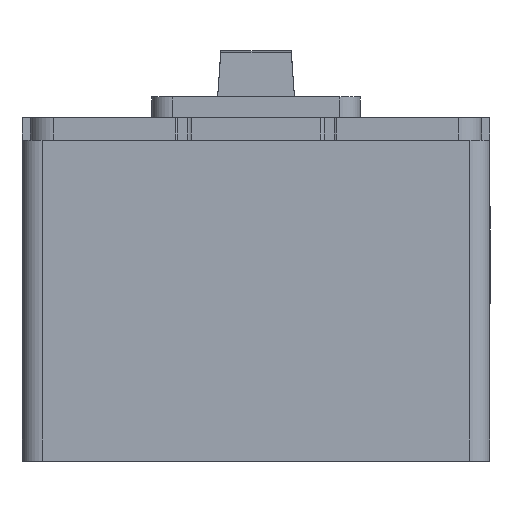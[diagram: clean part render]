
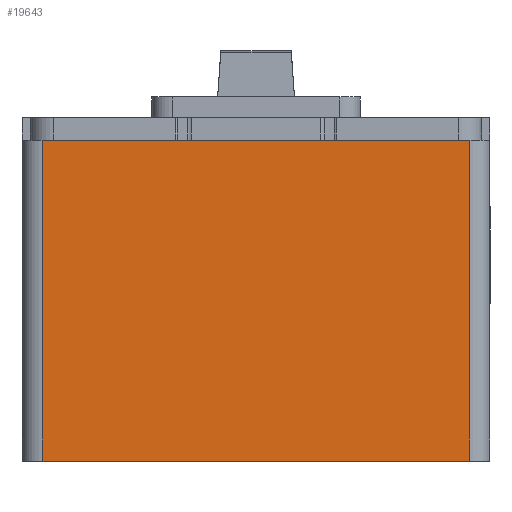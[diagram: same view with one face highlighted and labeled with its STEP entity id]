
A CAD part, front view. The second image highlights one B-rep face of the part: STEP entity #19643.
In plain terms, the highlighted planar face has unit normal (0, -1, 0).
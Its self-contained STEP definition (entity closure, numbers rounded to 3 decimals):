
#2018 = DIRECTION ( 'NONE',  ( 0., 1., 0. ) ) ;
#3337 = EDGE_CURVE ( 'NONE', #35748, #29011, #31345, .T. ) ;
#3819 = DIRECTION ( 'NONE',  ( -1., 0., 0. ) ) ;
#6726 = PLANE ( 'NONE',  #62748 ) ;
#8073 = EDGE_CURVE ( 'NONE', #51946, #23182, #16114, .T. ) ;
#10816 = FACE_OUTER_BOUND ( 'NONE', #17700, .T. ) ;
#13565 = ORIENTED_EDGE ( 'NONE', *, *, #33240, .F. ) ;
#16114 = LINE ( 'NONE', #62152, #53367 ) ;
#16361 = CARTESIAN_POINT ( 'NONE',  ( 63.705, -158.072, 33. ) ) ;
#17700 = EDGE_LOOP ( 'NONE', ( #54291, #13565, #36323, #38135 ) ) ;
#19643 = ADVANCED_FACE ( 'NONE', ( #10816 ), #6726, .F. ) ;
#23182 = VERTEX_POINT ( 'NONE', #58796 ) ;
#24847 = CARTESIAN_POINT ( 'NONE',  ( -63.725, -158.072, 33. ) ) ;
#24889 = LINE ( 'NONE', #25925, #34777 ) ;
#25925 = CARTESIAN_POINT ( 'NONE',  ( -63.725, -158.072, 33. ) ) ;
#28514 = LINE ( 'NONE', #51825, #35364 ) ;
#29011 = VERTEX_POINT ( 'NONE', #24847 ) ;
#31163 = CARTESIAN_POINT ( 'NONE',  ( 63.705, -158.072, 33. ) ) ;
#31345 = LINE ( 'NONE', #16361, #44284 ) ;
#33240 = EDGE_CURVE ( 'NONE', #35748, #51946, #28514, .T. ) ;
#34777 = VECTOR ( 'NONE', #40628, 1000. ) ;
#34875 = CARTESIAN_POINT ( 'NONE',  ( 63.705, -158.072, 33. ) ) ;
#35364 = VECTOR ( 'NONE', #42228, 1000. ) ;
#35748 = VERTEX_POINT ( 'NONE', #34875 ) ;
#36069 = DIRECTION ( 'NONE',  ( 1., 0., 0. ) ) ;
#36323 = ORIENTED_EDGE ( 'NONE', *, *, #3337, .T. ) ;
#38135 = ORIENTED_EDGE ( 'NONE', *, *, #51172, .T. ) ;
#40628 = DIRECTION ( 'NONE',  ( 0., 0., -1. ) ) ;
#42228 = DIRECTION ( 'NONE',  ( 0., 0., -1. ) ) ;
#44284 = VECTOR ( 'NONE', #55251, 1000. ) ;
#51172 = EDGE_CURVE ( 'NONE', #29011, #23182, #24889, .T. ) ;
#51825 = CARTESIAN_POINT ( 'NONE',  ( 63.705, -158.072, 33. ) ) ;
#51946 = VERTEX_POINT ( 'NONE', #61394 ) ;
#53367 = VECTOR ( 'NONE', #3819, 1000. ) ;
#54291 = ORIENTED_EDGE ( 'NONE', *, *, #8073, .F. ) ;
#55251 = DIRECTION ( 'NONE',  ( -1., 0., 0. ) ) ;
#58796 = CARTESIAN_POINT ( 'NONE',  ( -63.725, -158.072, -62.5 ) ) ;
#61394 = CARTESIAN_POINT ( 'NONE',  ( 63.705, -158.072, -62.5 ) ) ;
#62152 = CARTESIAN_POINT ( 'NONE',  ( 63.705, -158.072, -62.5 ) ) ;
#62748 = AXIS2_PLACEMENT_3D ( 'NONE', #31163, #2018, #36069 ) ;
